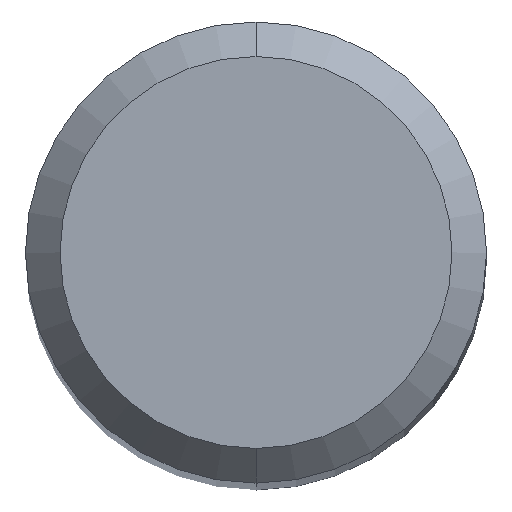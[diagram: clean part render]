
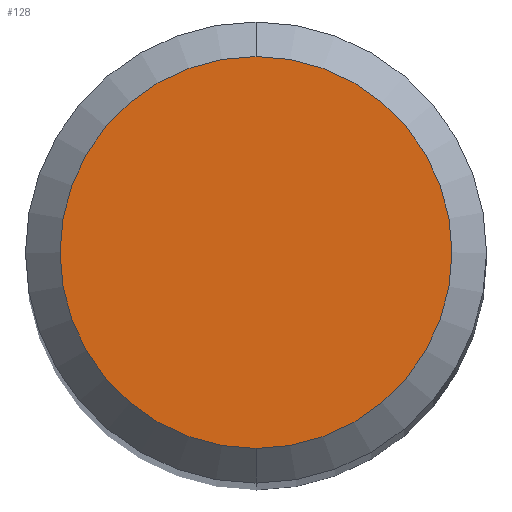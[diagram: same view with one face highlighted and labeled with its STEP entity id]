
A CAD part, top view. The second image highlights one B-rep face of the part: STEP entity #128.
In plain terms, the highlighted planar face has unit normal (0, 0, 1).
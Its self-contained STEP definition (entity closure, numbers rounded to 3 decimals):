
#128=ADVANCED_FACE('',(#294),#295,.T.);
#164=EDGE_CURVE('',#216,#244,#335,.T.);
#216=VERTEX_POINT('',#394);
#236=EDGE_CURVE('',#244,#216,#417,.T.);
#244=VERTEX_POINT('',#426);
#294=FACE_OUTER_BOUND('',#473,.T.);
#295=PLANE('',#474);
#335=CIRCLE('',#523,1.7);
#394=CARTESIAN_POINT('',(0.,-1.7,0.0));
#417=CIRCLE('',#630,1.7);
#426=CARTESIAN_POINT('',(0.0,1.7,0.0));
#473=EDGE_LOOP('',(#670,#671));
#474=AXIS2_PLACEMENT_3D('',#672,#673,#674);
#523=AXIS2_PLACEMENT_3D('',#729,#730,#731);
#630=AXIS2_PLACEMENT_3D('',#843,#844,#845);
#670=ORIENTED_EDGE('',*,*,#236,.F.);
#671=ORIENTED_EDGE('',*,*,#164,.F.);
#672=CARTESIAN_POINT('',(0.0,0.85,0.0));
#673=DIRECTION('',(-0.0,0.0,1.0));
#674=DIRECTION('',(0.0,-1.0,0.0));
#729=CARTESIAN_POINT('',(0.0,0.0,0.0));
#730=DIRECTION('',(0.0,0.0,-1.0));
#731=DIRECTION('',(0.0,1.0,0.0));
#843=CARTESIAN_POINT('',(0.0,0.0,0.0));
#844=DIRECTION('',(0.0,0.0,-1.0));
#845=DIRECTION('',(0.0,1.0,0.0));
